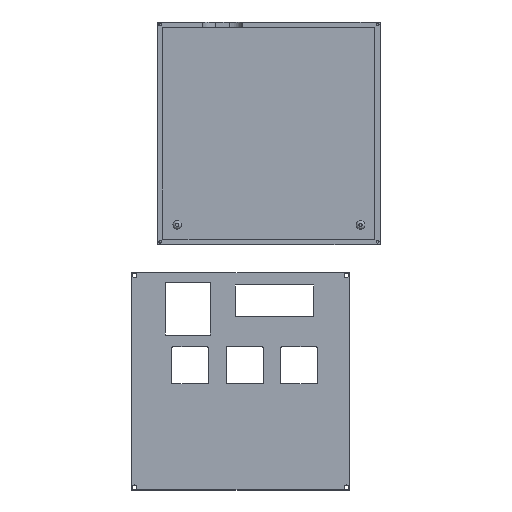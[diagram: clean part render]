
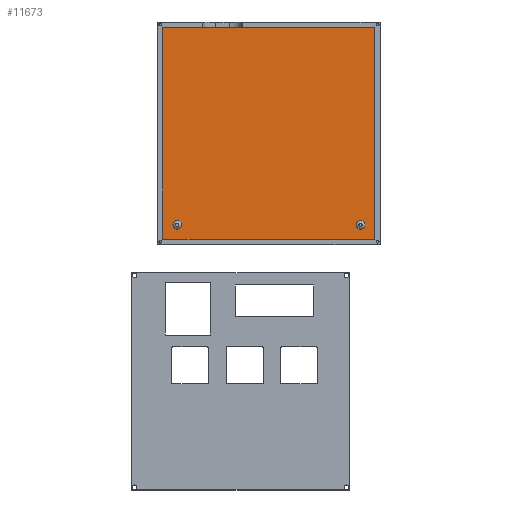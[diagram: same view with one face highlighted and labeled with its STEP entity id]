
A CAD part, top view. The second image highlights one B-rep face of the part: STEP entity #11673.
In plain terms, the highlighted planar face has unit normal (0, 0, 1).
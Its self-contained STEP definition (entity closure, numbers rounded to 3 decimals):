
#54=FACE_BOUND('',#1769,.T.);
#55=FACE_BOUND('',#1770,.T.);
#493=PLANE('',#12076);
#1107=FACE_OUTER_BOUND('',#1768,.T.);
#1768=EDGE_LOOP('',(#10609,#10610,#10611,#10612));
#1769=EDGE_LOOP('',(#10613));
#1770=EDGE_LOOP('',(#10614));
#1865=CIRCLE('',#11905,1.6);
#1870=CIRCLE('',#11912,1.6);
#3514=LINE('',#31245,#4341);
#3515=LINE('',#31247,#4342);
#3516=LINE('',#31249,#4343);
#3517=LINE('',#31250,#4344);
#4341=VECTOR('',#13567,10.);
#4342=VECTOR('',#13568,10.);
#4343=VECTOR('',#13569,10.);
#4344=VECTOR('',#13570,10.);
#4762=VERTEX_POINT('',#19052);
#4766=VERTEX_POINT('',#19091);
#5533=VERTEX_POINT('',#31243);
#5534=VERTEX_POINT('',#31244);
#5535=VERTEX_POINT('',#31246);
#5536=VERTEX_POINT('',#31248);
#6070=EDGE_CURVE('',#4762,#4762,#1865,.T.);
#6076=EDGE_CURVE('',#4766,#4766,#1870,.T.);
#7254=EDGE_CURVE('',#5533,#5534,#3514,.T.);
#7255=EDGE_CURVE('',#5535,#5533,#3515,.T.);
#7256=EDGE_CURVE('',#5536,#5535,#3516,.T.);
#7257=EDGE_CURVE('',#5534,#5536,#3517,.T.);
#10609=ORIENTED_EDGE('',*,*,#7254,.F.);
#10610=ORIENTED_EDGE('',*,*,#7255,.F.);
#10611=ORIENTED_EDGE('',*,*,#7256,.F.);
#10612=ORIENTED_EDGE('',*,*,#7257,.F.);
#10613=ORIENTED_EDGE('',*,*,#6070,.T.);
#10614=ORIENTED_EDGE('',*,*,#6076,.T.);
#11673=ADVANCED_FACE('',(#1107,#54,#55),#493,.T.);
#11905=AXIS2_PLACEMENT_3D('',#19054,#12639,#12640);
#11912=AXIS2_PLACEMENT_3D('',#19093,#12654,#12655);
#12076=AXIS2_PLACEMENT_3D('',#31242,#13565,#13566);
#12639=DIRECTION('center_axis',(0.,0.,-1.));
#12640=DIRECTION('ref_axis',(-1.,0.,0.));
#12654=DIRECTION('center_axis',(0.,0.,-1.));
#12655=DIRECTION('ref_axis',(-1.,0.,0.));
#13565=DIRECTION('center_axis',(0.,0.,1.));
#13566=DIRECTION('ref_axis',(1.,0.,0.));
#13567=DIRECTION('',(0.,1.,0.));
#13568=DIRECTION('',(-1.,0.,0.));
#13569=DIRECTION('',(0.,-1.,0.));
#13570=DIRECTION('',(1.,0.,0.));
#19052=CARTESIAN_POINT('',(7.,5.4,3.));
#19054=CARTESIAN_POINT('Origin',(5.4,5.4,3.));
#19091=CARTESIAN_POINT('',(76.2,5.4,3.));
#19093=CARTESIAN_POINT('Origin',(74.6,5.4,3.));
#31242=CARTESIAN_POINT('Origin',(40.,40.,3.));
#31243=CARTESIAN_POINT('',(0.,0.,3.));
#31244=CARTESIAN_POINT('',(0.,80.,3.));
#31245=CARTESIAN_POINT('',(0.,20.,3.));
#31246=CARTESIAN_POINT('',(80.,0.,3.));
#31247=CARTESIAN_POINT('',(60.,0.,3.));
#31248=CARTESIAN_POINT('',(80.,80.,3.));
#31249=CARTESIAN_POINT('',(80.,60.,3.));
#31250=CARTESIAN_POINT('',(20.,80.,3.));
